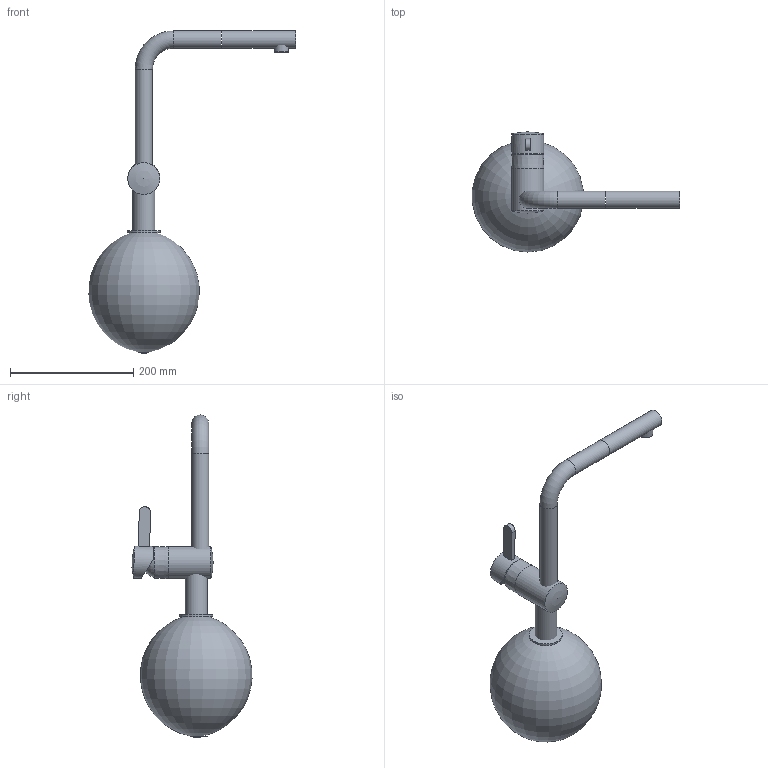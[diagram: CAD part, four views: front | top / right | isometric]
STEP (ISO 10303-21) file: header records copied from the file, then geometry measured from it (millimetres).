
FILE_DESCRIPTION(/* description */ ('Unknown'),/* implementation_level */ '2;1');
FILE_NAME(/* name */ '32454000',/* time_stamp */ '2022-09-09T14:08:11+02:00',/* author */ ('Unknown'),/* organization */ ('GROHE AG'),/* preprocessor_version */ 'ST-DEVELOPER v16.7',/* originating_system */ 'DEX',/* authorisation */ $);
FILE_SCHEMA (('AUTOMOTIVE_DESIGN {1 0 10303 214 3 1 1}'));
Length unit declared in the file: millimetre
Products named in the file (5): 32454000; 32454000_0; 32454000_1; id118
Assembly tree (4 placements, depth 2):
  32454000
    32454000
    32454000_0
    32454000_1
    id118
Bounding box: 336.09 x 194.72 x 522.67 mm (x, y, z)
Volume: 3615291.8 mm3; surface area: 196082.8 mm2
Topology: 4 solids, 7 shells, 28 faces, 54 edges, 36 vertices
Faces by surface type: cylinder 12, plane 9, sphere 3, torus 3, cone 1
Full cylindrical faces by diameter (mm): 22.8 x1, 28 x3, 36 x1, 52 x2, 54 x1
Entity records: 907 total; most frequent: CARTESIAN_POINT 193, DIRECTION 113, ORIENTED_EDGE 62, AXIS2_PLACEMENT_3D 53, FACE_BOUND 42, EDGE_LOOP 41, EDGE_CURVE 33, VERTEX_POINT 29
